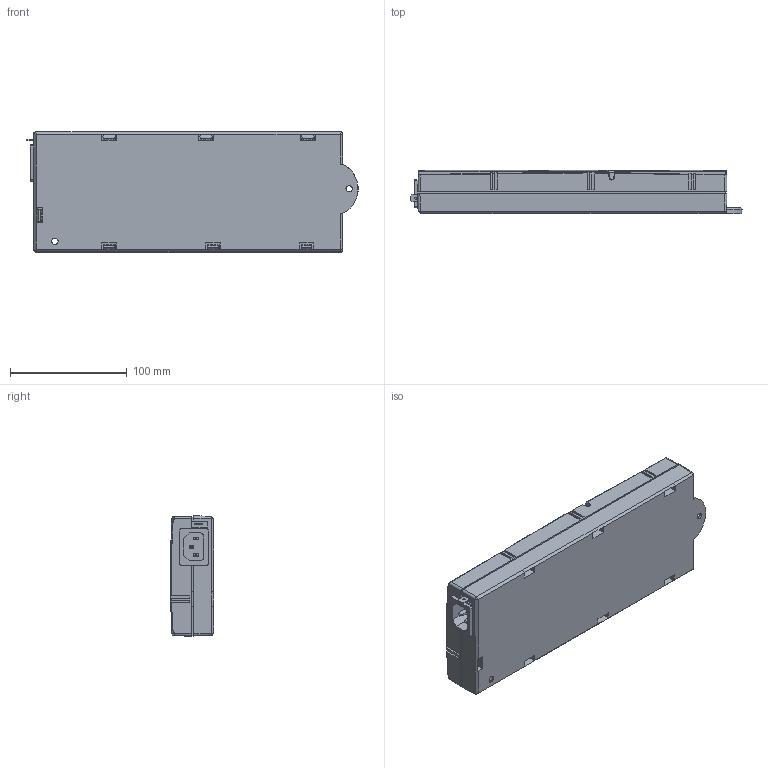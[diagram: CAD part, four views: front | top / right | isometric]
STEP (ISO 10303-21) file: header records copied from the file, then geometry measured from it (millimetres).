
FILE_DESCRIPTION (( 'STEP AP203' ), '1' );
FILE_NAME ('Compact-e.STEP', '2013-10-22T05:20:05', ( 'admin' ), ( 'Hewlett-Packard Company' ), 'SwSTEP 2.0', 'SolidWorks 2012', '' );
FILE_SCHEMA (( 'CONFIG_CONTROL_DESIGN' ));
Length unit declared in the file: millimetre
Products named in the file (1): Compact-e
Bounding box: 284.16 x 37.52 x 103.07 mm (x, y, z)
Volume: 946002.4 mm3; surface area: 104687.9 mm2
Topology: 1 solids, 1 shells, 1320 faces, 3548 edges, 2311 vertices
Faces by surface type: plane 1023, bspline 187, cylinder 92, cone 12, torus 4, sphere 2
Entity records: 53015 total; most frequent: CARTESIAN_POINT 22095, ORIENTED_EDGE 7088, DIRECTION 5207, EDGE_CURVE 3544, LINE 2617, VECTOR 2617, VERTEX_POINT 2311, EDGE_LOOP 1431
